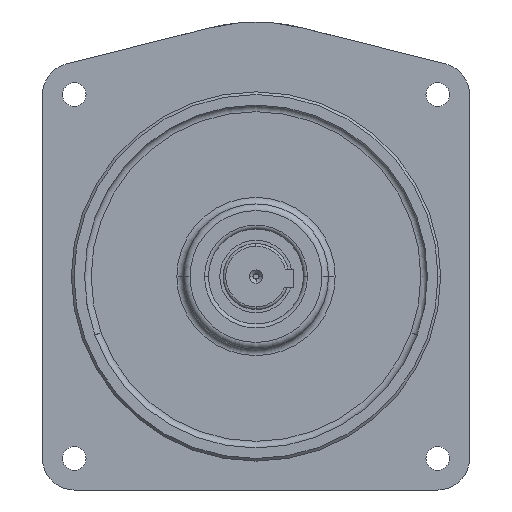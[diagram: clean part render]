
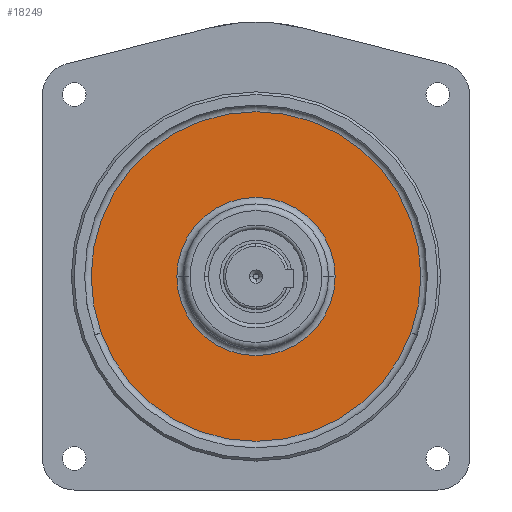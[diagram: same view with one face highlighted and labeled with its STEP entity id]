
A CAD part, front view. The second image highlights one B-rep face of the part: STEP entity #18249.
In plain terms, the highlighted planar face has unit normal (0, -1, 0).
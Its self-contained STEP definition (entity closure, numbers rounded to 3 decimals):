
#1320 = DIRECTION ( 'NONE',  ( -0.94, 0., -0.341 ) ) ;
#2019 = CARTESIAN_POINT ( 'NONE',  ( 0., 0., -51. ) ) ;
#2073 = DIRECTION ( 'NONE',  ( 1., 0., 0. ) ) ;
#5511 = AXIS2_PLACEMENT_3D ( 'NONE', #43773, #44050, #11552 ) ;
#5868 = ORIENTED_EDGE ( 'NONE', *, *, #14533, .F. ) ;
#8287 = VERTEX_POINT ( 'NONE', #52405 ) ;
#8488 = AXIS2_PLACEMENT_3D ( 'NONE', #2019, #35556, #53104 ) ;
#10180 = DIRECTION ( 'NONE',  ( 0., 1., 0. ) ) ;
#10215 = CIRCLE ( 'NONE', #8488, 125. ) ;
#11552 = DIRECTION ( 'NONE',  ( -1., 0., 0. ) ) ;
#11788 = EDGE_LOOP ( 'NONE', ( #5868, #31831 ) ) ;
#13968 = FACE_BOUND ( 'NONE', #11788, .T. ) ;
#14244 = FACE_OUTER_BOUND ( 'NONE', #45620, .T. ) ;
#14533 = EDGE_CURVE ( 'NONE', #8287, #43517, #21071, .T. ) ;
#18249 = ADVANCED_FACE ( 'NONE', ( #14244, #13968 ), #33297, .F. ) ;
#19091 = EDGE_CURVE ( 'NONE', #43517, #8287, #28203, .T. ) ;
#19209 = VERTEX_POINT ( 'NONE', #41967 ) ;
#20420 = AXIS2_PLACEMENT_3D ( 'NONE', #51664, #21898, #1320 ) ;
#21071 = CIRCLE ( 'NONE', #5511, 60. ) ;
#21128 = EDGE_CURVE ( 'NONE', #19209, #39905, #10215, .T. ) ;
#21898 = DIRECTION ( 'NONE',  ( 0., 1., 0. ) ) ;
#24816 = ORIENTED_EDGE ( 'NONE', *, *, #21128, .F. ) ;
#25659 = EDGE_CURVE ( 'NONE', #39905, #19209, #44645, .T. ) ;
#25946 = CARTESIAN_POINT ( 'NONE',  ( -117.5, 0., -93.647 ) ) ;
#28203 = CIRCLE ( 'NONE', #36846, 60. ) ;
#31045 = CARTESIAN_POINT ( 'NONE',  ( 60., 0., -51. ) ) ;
#31831 = ORIENTED_EDGE ( 'NONE', *, *, #19091, .F. ) ;
#32253 = DIRECTION ( 'NONE',  ( 0., -1., 0. ) ) ;
#32599 = ORIENTED_EDGE ( 'NONE', *, *, #25659, .F. ) ;
#33297 = PLANE ( 'NONE',  #45667 ) ;
#35556 = DIRECTION ( 'NONE',  ( 0., 1., 0. ) ) ;
#36846 = AXIS2_PLACEMENT_3D ( 'NONE', #52822, #32253, #48766 ) ;
#39905 = VERTEX_POINT ( 'NONE', #25946 ) ;
#41967 = CARTESIAN_POINT ( 'NONE',  ( 117.5, 0., -93.647 ) ) ;
#43517 = VERTEX_POINT ( 'NONE', #31045 ) ;
#43773 = CARTESIAN_POINT ( 'NONE',  ( 0., 0., -51. ) ) ;
#44050 = DIRECTION ( 'NONE',  ( 0., -1., 0. ) ) ;
#44645 = CIRCLE ( 'NONE', #20420, 125. ) ;
#45620 = EDGE_LOOP ( 'NONE', ( #24816, #32599 ) ) ;
#45667 = AXIS2_PLACEMENT_3D ( 'NONE', #49812, #10180, #2073 ) ;
#48766 = DIRECTION ( 'NONE',  ( 1., 0., 0. ) ) ;
#49812 = CARTESIAN_POINT ( 'NONE',  ( 0., 0., 0. ) ) ;
#51664 = CARTESIAN_POINT ( 'NONE',  ( 0., 0., -51. ) ) ;
#52405 = CARTESIAN_POINT ( 'NONE',  ( -60., 0., -51. ) ) ;
#52822 = CARTESIAN_POINT ( 'NONE',  ( 0., 0., -51. ) ) ;
#53104 = DIRECTION ( 'NONE',  ( 0.94, 0., -0.341 ) ) ;
